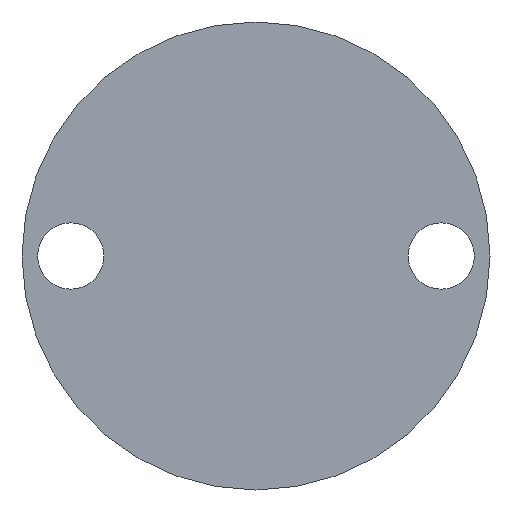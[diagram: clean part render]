
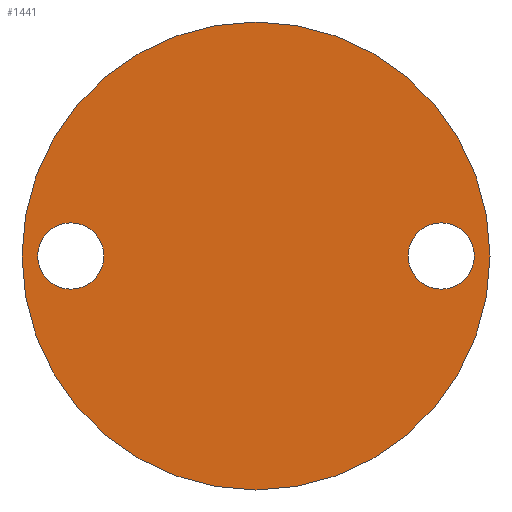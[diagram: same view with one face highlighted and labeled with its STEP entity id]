
A CAD part, front view. The second image highlights one B-rep face of the part: STEP entity #1441.
In plain terms, the highlighted planar face has unit normal (0, -1, 0).
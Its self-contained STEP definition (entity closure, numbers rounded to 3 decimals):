
#30 = ORIENTED_EDGE ( 'NONE', *, *, #309, .T. ) ;
#80 = VERTEX_POINT ( 'NONE', #679 ) ;
#83 = CARTESIAN_POINT ( 'NONE',  ( -28., 0., 0. ) ) ;
#309 = EDGE_CURVE ( 'NONE', #1200, #457, #1055, .T. ) ;
#329 = ORIENTED_EDGE ( 'NONE', *, *, #1502, .T. ) ;
#347 = ORIENTED_EDGE ( 'NONE', *, *, #1657, .T. ) ;
#399 = ORIENTED_EDGE ( 'NONE', *, *, #1847, .T. ) ;
#415 = DIRECTION ( 'NONE',  ( -1., 0., 0. ) ) ;
#433 = CARTESIAN_POINT ( 'NONE',  ( 28., 0., 0. ) ) ;
#451 = AXIS2_PLACEMENT_3D ( 'NONE', #1714, #802, #1281 ) ;
#457 = VERTEX_POINT ( 'NONE', #1853 ) ;
#480 = CIRCLE ( 'NONE', #1475, 30. ) ;
#589 = EDGE_LOOP ( 'NONE', ( #399, #1417 ) ) ;
#598 = CARTESIAN_POINT ( 'NONE',  ( 0., 0., 0. ) ) ;
#606 = DIRECTION ( 'NONE',  ( 0., 1., 0. ) ) ;
#679 = CARTESIAN_POINT ( 'NONE',  ( 30., 0., 0. ) ) ;
#689 = DIRECTION ( 'NONE',  ( 1., 0., 0. ) ) ;
#702 = CIRCLE ( 'NONE', #451, 4.25 ) ;
#751 = CARTESIAN_POINT ( 'NONE',  ( -23.75, 0., 0. ) ) ;
#802 = DIRECTION ( 'NONE',  ( 0., 1., 0. ) ) ;
#829 = EDGE_LOOP ( 'NONE', ( #329, #30 ) ) ;
#845 = CARTESIAN_POINT ( 'NONE',  ( -23.75, 0., 0. ) ) ;
#934 = DIRECTION ( 'NONE',  ( 0., -1., 0. ) ) ;
#968 = VERTEX_POINT ( 'NONE', #1802 ) ;
#977 = DIRECTION ( 'NONE',  ( 0., 1., 0. ) ) ;
#978 = VERTEX_POINT ( 'NONE', #83 ) ;
#991 = AXIS2_PLACEMENT_3D ( 'NONE', #1451, #977, #1602 ) ;
#992 = EDGE_LOOP ( 'NONE', ( #347, #1649 ) ) ;
#1024 = CIRCLE ( 'NONE', #1411, 30. ) ;
#1045 = DIRECTION ( 'NONE',  ( 0., 1., 0. ) ) ;
#1055 = CIRCLE ( 'NONE', #991, 4.25 ) ;
#1075 = CARTESIAN_POINT ( 'NONE',  ( -19.5, 0., 0. ) ) ;
#1164 = CARTESIAN_POINT ( 'NONE',  ( 0., 0., 0. ) ) ;
#1178 = AXIS2_PLACEMENT_3D ( 'NONE', #751, #1045, #1670 ) ;
#1194 = DIRECTION ( 'NONE',  ( 1., 0., 0. ) ) ;
#1200 = VERTEX_POINT ( 'NONE', #433 ) ;
#1212 = AXIS2_PLACEMENT_3D ( 'NONE', #845, #1653, #415 ) ;
#1281 = DIRECTION ( 'NONE',  ( -1., 0., 0. ) ) ;
#1307 = AXIS2_PLACEMENT_3D ( 'NONE', #598, #606, #1677 ) ;
#1358 = FACE_BOUND ( 'NONE', #829, .T. ) ;
#1365 = VERTEX_POINT ( 'NONE', #1075 ) ;
#1372 = PLANE ( 'NONE',  #1307 ) ;
#1411 = AXIS2_PLACEMENT_3D ( 'NONE', #1682, #934, #1194 ) ;
#1417 = ORIENTED_EDGE ( 'NONE', *, *, #1987, .T. ) ;
#1441 = ADVANCED_FACE ( 'NONE', ( #1787, #1358, #1979 ), #1372, .F. ) ;
#1445 = CIRCLE ( 'NONE', #1212, 4.25 ) ;
#1451 = CARTESIAN_POINT ( 'NONE',  ( 23.75, 0., 0. ) ) ;
#1466 = DIRECTION ( 'NONE',  ( 0., -1., 0. ) ) ;
#1475 = AXIS2_PLACEMENT_3D ( 'NONE', #1164, #1466, #689 ) ;
#1502 = EDGE_CURVE ( 'NONE', #457, #1200, #702, .T. ) ;
#1602 = DIRECTION ( 'NONE',  ( -1., 0., 0. ) ) ;
#1649 = ORIENTED_EDGE ( 'NONE', *, *, #1973, .T. ) ;
#1653 = DIRECTION ( 'NONE',  ( 0., 1., 0. ) ) ;
#1657 = EDGE_CURVE ( 'NONE', #80, #968, #480, .T. ) ;
#1670 = DIRECTION ( 'NONE',  ( -1., 0., 0. ) ) ;
#1677 = DIRECTION ( 'NONE',  ( -1., 0., 0. ) ) ;
#1682 = CARTESIAN_POINT ( 'NONE',  ( 0., 0., 0. ) ) ;
#1714 = CARTESIAN_POINT ( 'NONE',  ( 23.75, 0., 0. ) ) ;
#1787 = FACE_BOUND ( 'NONE', #589, .T. ) ;
#1802 = CARTESIAN_POINT ( 'NONE',  ( -30., 0., 0. ) ) ;
#1847 = EDGE_CURVE ( 'NONE', #978, #1365, #1445, .T. ) ;
#1853 = CARTESIAN_POINT ( 'NONE',  ( 19.5, 0., 0. ) ) ;
#1871 = CIRCLE ( 'NONE', #1178, 4.25 ) ;
#1973 = EDGE_CURVE ( 'NONE', #968, #80, #1024, .T. ) ;
#1979 = FACE_OUTER_BOUND ( 'NONE', #992, .T. ) ;
#1987 = EDGE_CURVE ( 'NONE', #1365, #978, #1871, .T. ) ;
